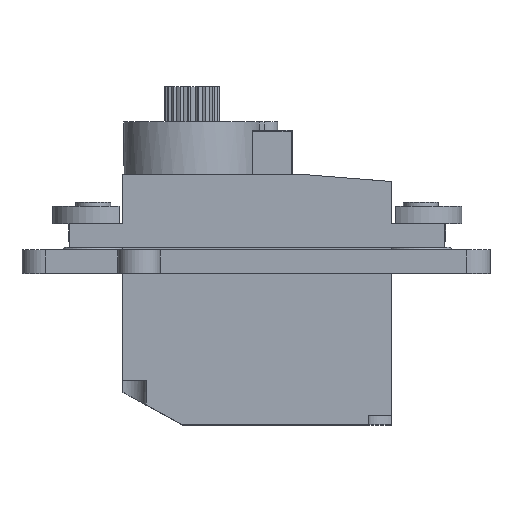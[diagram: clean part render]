
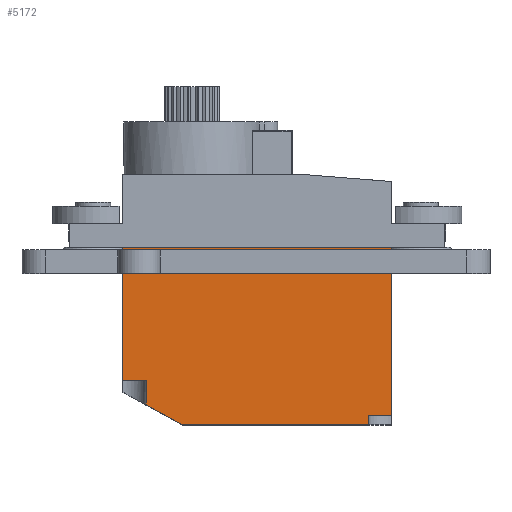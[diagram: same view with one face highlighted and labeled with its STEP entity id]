
A CAD part, top view. The second image highlights one B-rep face of the part: STEP entity #5172.
In plain terms, the highlighted planar face has unit normal (0, 0, 1).
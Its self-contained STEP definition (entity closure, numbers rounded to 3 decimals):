
#403 = VECTOR ( 'NONE', #837, 1000. ) ;
#545 = FACE_OUTER_BOUND ( 'NONE', #4148, .T. ) ;
#837 = DIRECTION ( 'NONE',  ( 0., -1., 0. ) ) ;
#953 = CARTESIAN_POINT ( 'NONE',  ( 9.5, 0., 6.25 ) ) ;
#1034 = ORIENTED_EDGE ( 'NONE', *, *, #3987, .T. ) ;
#1394 = CARTESIAN_POINT ( 'NONE',  ( 11.5, 15.2, 6.25 ) ) ;
#1729 = VERTEX_POINT ( 'NONE', #7930 ) ;
#1893 = CARTESIAN_POINT ( 'NONE',  ( -11.5, 15.2, 6.25 ) ) ;
#2074 = EDGE_CURVE ( 'NONE', #5266, #12533, #10113, .T. ) ;
#2176 = CARTESIAN_POINT ( 'NONE',  ( 9.5, 0.8, 6.25 ) ) ;
#2462 = VERTEX_POINT ( 'NONE', #953 ) ;
#2613 = CARTESIAN_POINT ( 'NONE',  ( 11.5, 15.2, 6.25 ) ) ;
#2706 = VECTOR ( 'NONE', #11728, 1000. ) ;
#2850 = ORIENTED_EDGE ( 'NONE', *, *, #2074, .F. ) ;
#2874 = CARTESIAN_POINT ( 'NONE',  ( -9.5, 1.698, 6.25 ) ) ;
#3085 = DIRECTION ( 'NONE',  ( -1., 0., 0. ) ) ;
#3622 = ORIENTED_EDGE ( 'NONE', *, *, #10208, .F. ) ;
#3626 = CARTESIAN_POINT ( 'NONE',  ( 11.5, 15.2, 6.25 ) ) ;
#3704 = ORIENTED_EDGE ( 'NONE', *, *, #4609, .T. ) ;
#3736 = ORIENTED_EDGE ( 'NONE', *, *, #7708, .T. ) ;
#3987 = EDGE_CURVE ( 'NONE', #8558, #8426, #4703, .T. ) ;
#4019 = VECTOR ( 'NONE', #8279, 1000. ) ;
#4148 = EDGE_LOOP ( 'NONE', ( #12326, #3704, #3622, #3736, #12358, #2850, #6495, #6643, #1034 ) ) ;
#4217 = EDGE_CURVE ( 'NONE', #9142, #5266, #10489, .T. ) ;
#4609 = EDGE_CURVE ( 'NONE', #4891, #5325, #12734, .T. ) ;
#4629 = PLANE ( 'NONE',  #8487 ) ;
#4701 = CARTESIAN_POINT ( 'NONE',  ( -11.5, 3.8, 6.25 ) ) ;
#4703 = LINE ( 'NONE', #8678, #8340 ) ;
#4891 = VERTEX_POINT ( 'NONE', #10700 ) ;
#5133 = DIRECTION ( 'NONE',  ( 0., -1., 0. ) ) ;
#5172 = ADVANCED_FACE ( 'NONE', ( #545 ), #4629, .F. ) ;
#5266 = VERTEX_POINT ( 'NONE', #5545 ) ;
#5325 = VERTEX_POINT ( 'NONE', #2874 ) ;
#5486 = DIRECTION ( 'NONE',  ( 0., 0., -1. ) ) ;
#5545 = CARTESIAN_POINT ( 'NONE',  ( 11.5, 0.8, 6.25 ) ) ;
#6050 = VECTOR ( 'NONE', #11402, 1000. ) ;
#6267 = LINE ( 'NONE', #12312, #8906 ) ;
#6495 = ORIENTED_EDGE ( 'NONE', *, *, #4217, .F. ) ;
#6643 = ORIENTED_EDGE ( 'NONE', *, *, #6761, .F. ) ;
#6761 = EDGE_CURVE ( 'NONE', #8558, #9142, #9643, .T. ) ;
#7002 = CARTESIAN_POINT ( 'NONE',  ( -9.5, 3.8, 6.25 ) ) ;
#7561 = DIRECTION ( 'NONE',  ( -1., 0., 0. ) ) ;
#7708 = EDGE_CURVE ( 'NONE', #1729, #2462, #11460, .T. ) ;
#7737 = VECTOR ( 'NONE', #3085, 1000. ) ;
#7930 = CARTESIAN_POINT ( 'NONE',  ( -6.421, 0., 6.25 ) ) ;
#8155 = CARTESIAN_POINT ( 'NONE',  ( -11.5, 3.8, 6.25 ) ) ;
#8279 = DIRECTION ( 'NONE',  ( 1., 0., 0. ) ) ;
#8340 = VECTOR ( 'NONE', #11214, 1000. ) ;
#8426 = VERTEX_POINT ( 'NONE', #8155 ) ;
#8487 = AXIS2_PLACEMENT_3D ( 'NONE', #2613, #5486, #7561 ) ;
#8558 = VERTEX_POINT ( 'NONE', #1893 ) ;
#8678 = CARTESIAN_POINT ( 'NONE',  ( -11.5, 15.2, 6.25 ) ) ;
#8905 = LINE ( 'NONE', #10073, #12072 ) ;
#8906 = VECTOR ( 'NONE', #10167, 1000. ) ;
#9142 = VERTEX_POINT ( 'NONE', #3626 ) ;
#9512 = VECTOR ( 'NONE', #10758, 1000. ) ;
#9643 = LINE ( 'NONE', #12771, #2706 ) ;
#10022 = EDGE_CURVE ( 'NONE', #4891, #8426, #11732, .T. ) ;
#10073 = CARTESIAN_POINT ( 'NONE',  ( 9.5, 0.8, 6.25 ) ) ;
#10113 = LINE ( 'NONE', #2176, #7737 ) ;
#10167 = DIRECTION ( 'NONE',  ( -0.876, 0.483, 0. ) ) ;
#10208 = EDGE_CURVE ( 'NONE', #1729, #5325, #6267, .T. ) ;
#10489 = LINE ( 'NONE', #1394, #6050 ) ;
#10700 = CARTESIAN_POINT ( 'NONE',  ( -9.5, 3.8, 6.25 ) ) ;
#10758 = DIRECTION ( 'NONE',  ( -1., 0., 0. ) ) ;
#11214 = DIRECTION ( 'NONE',  ( 0., -1., 0. ) ) ;
#11272 = CARTESIAN_POINT ( 'NONE',  ( 11.5, 0., 6.25 ) ) ;
#11402 = DIRECTION ( 'NONE',  ( 0., -1., 0. ) ) ;
#11460 = LINE ( 'NONE', #11272, #4019 ) ;
#11728 = DIRECTION ( 'NONE',  ( 1., 0., 0. ) ) ;
#11732 = LINE ( 'NONE', #4701, #9512 ) ;
#11948 = EDGE_CURVE ( 'NONE', #12533, #2462, #8905, .T. ) ;
#12072 = VECTOR ( 'NONE', #5133, 1000. ) ;
#12312 = CARTESIAN_POINT ( 'NONE',  ( -6.421, 0., 6.25 ) ) ;
#12326 = ORIENTED_EDGE ( 'NONE', *, *, #10022, .F. ) ;
#12330 = CARTESIAN_POINT ( 'NONE',  ( 9.5, 0.8, 6.25 ) ) ;
#12358 = ORIENTED_EDGE ( 'NONE', *, *, #11948, .F. ) ;
#12533 = VERTEX_POINT ( 'NONE', #12330 ) ;
#12734 = LINE ( 'NONE', #7002, #403 ) ;
#12771 = CARTESIAN_POINT ( 'NONE',  ( 11.5, 15.2, 6.25 ) ) ;
